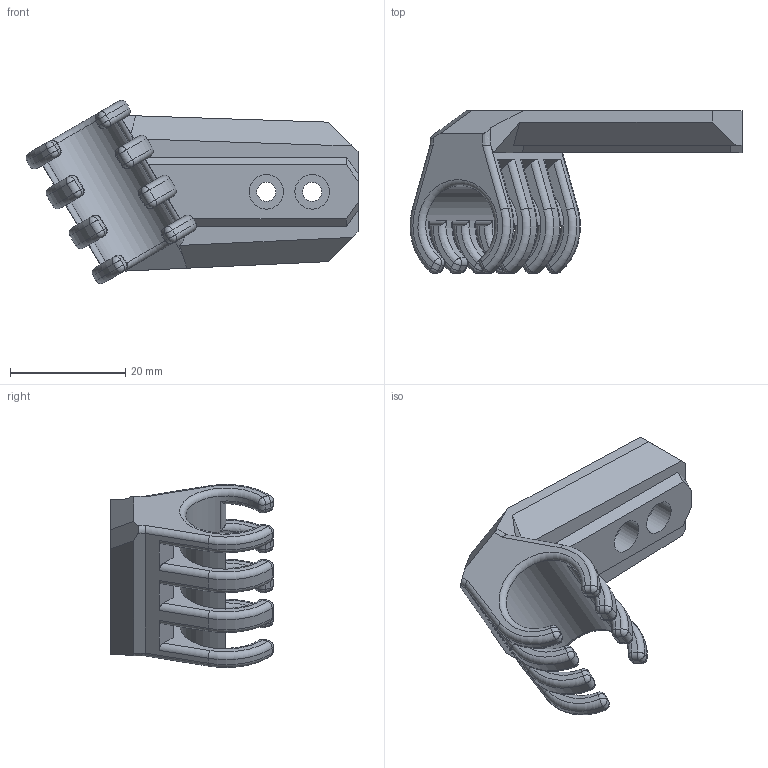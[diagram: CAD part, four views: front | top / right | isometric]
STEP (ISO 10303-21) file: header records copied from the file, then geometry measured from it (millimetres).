
FILE_DESCRIPTION(/* description */ ('STEP AP242','CAx-IF Rec.Pracs.---Representation and Presentation of Product Manufacturing Information (PMI)---4.0---2014-10-13','CAx-IF Rec.Pracs.---3D Tessellated Geometry---0.4---2014-09-14','2;1'),/* implementation_level */ '2;1');
FILE_NAME(/* name */ '61c8e41280feac090ea93693',/* time_stamp */ '2021-12-26T21:52:20+00:00',/* author */ (''),/* organization */ (''),/* preprocessor_version */ 'ST-DEVELOPER v18.101',/* originating_system */ ' ',/* authorisation */ ' ');
FILE_SCHEMA (('AP242_MANAGED_MODEL_BASED_3D_ENGINEERING_MIM_LF { 1 0 10303 442 1 1 4 }'));
Length unit declared in the file: metre
Products named in the file (1): x_wire_holder
Bounding box: 57.62 x 28.25 x 31.78 mm (x, y, z)
Volume: 10394.8 mm3; surface area: 5945.2 mm2
Topology: 1 solids, 1 shells, 193 faces, 488 edges, 261 vertices
Faces by surface type: cylinder 73, plane 54, sphere 32, torus 30, bspline 4
Full cylindrical faces by diameter (mm): 3.3 x2, 6 x2
Entity records: 5555 total; most frequent: CARTESIAN_POINT 1031, DIRECTION 1028, ORIENTED_EDGE 900, EDGE_CURVE 450, AXIS2_PLACEMENT_3D 409, VERTEX_POINT 259, LINE 210, VECTOR 210
